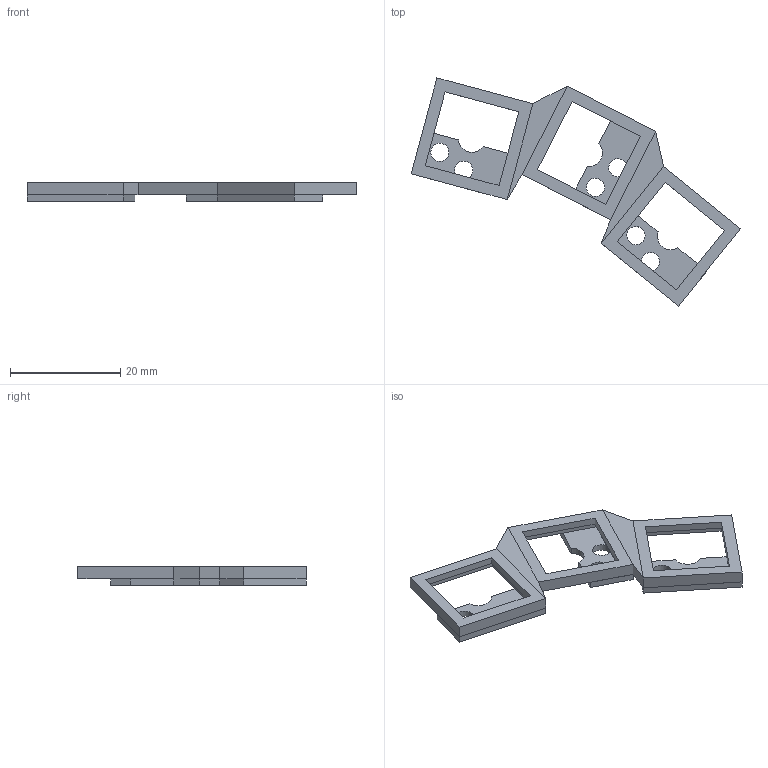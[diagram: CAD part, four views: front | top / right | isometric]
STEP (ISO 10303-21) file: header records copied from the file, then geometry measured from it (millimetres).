
FILE_DESCRIPTION(/* description */ (''),/* implementation_level */ '2;1');
FILE_NAME(/* name */ 'LeftThumbPlate.step',/* time_stamp */ '2026-01-12T19:16:53+01:00',/* author */ (''),/* organization */ (''),/* preprocessor_version */ 'ST-DEVELOPER v20.1',/* originating_system */ 'Autodesk Translation Framework v14.21.0.0',/* authorisation */ '');
FILE_SCHEMA (('AUTOMOTIVE_DESIGN { 1 0 10303 214 3 1 1 }'));
Length unit declared in the file: millimetre
Products named in the file (2): 2026-01-03-23-03-52-926; 2026-01-03-14-38-42-564
Assembly tree (3 placements, depth 2):
  2026-01-03-23-03-52-926
    2026-01-03-14-38-42-564  x3
Bounding box: 59.73 x 41.35 x 3.35 mm (x, y, z)
Volume: 1470.9 mm3; surface area: 3052.6 mm2
Topology: 8 solids, 8 shells, 87 faces, 204 edges, 136 vertices
Faces by surface type: plane 78, cylinder 9
Full cylindrical faces by diameter (mm): 3.3 x6
Entity records: 1128 total; most frequent: CARTESIAN_POINT 182, DIRECTION 174, ORIENTED_EDGE 168, EDGE_CURVE 84, LINE 78, VECTOR 78, VERTEX_POINT 56, AXIS2_PLACEMENT_3D 48
